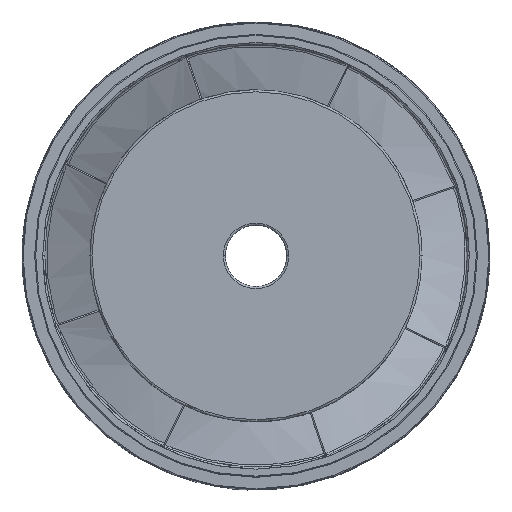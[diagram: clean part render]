
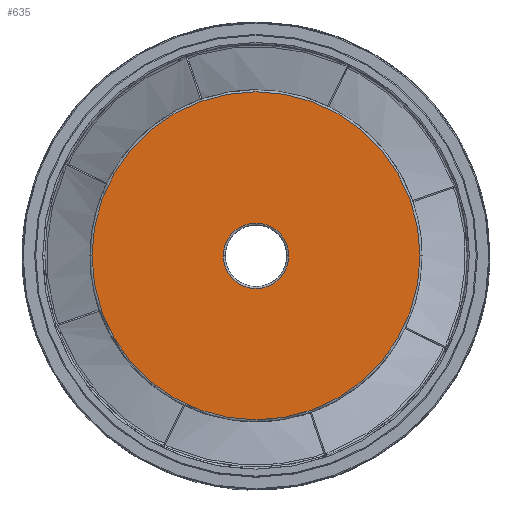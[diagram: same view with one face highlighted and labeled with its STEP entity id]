
A CAD part, top view. The second image highlights one B-rep face of the part: STEP entity #635.
In plain terms, the highlighted planar face has unit normal (0, 0, 1).
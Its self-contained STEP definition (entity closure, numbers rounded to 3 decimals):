
#239 = CARTESIAN_POINT ( 'NONE',  ( 0., 0., 0. ) ) ;
#635 = ADVANCED_FACE ( 'NONE', ( #12671, #24100 ), #22301, .T. ) ;
#1218 = DIRECTION ( 'NONE',  ( 1., 0., 0. ) ) ;
#1993 = VERTEX_POINT ( 'NONE', #5963 ) ;
#2049 = AXIS2_PLACEMENT_3D ( 'NONE', #239, #19366, #4238 ) ;
#2313 = CIRCLE ( 'NONE', #16669, 16.3 ) ;
#3780 = DIRECTION ( 'NONE',  ( 0., 0., 1. ) ) ;
#3891 = DIRECTION ( 'NONE',  ( 1., 0., 0. ) ) ;
#4174 = DIRECTION ( 'NONE',  ( 1., 0., 0. ) ) ;
#4238 = DIRECTION ( 'NONE',  ( 1., 0., 0. ) ) ;
#4318 = VERTEX_POINT ( 'NONE', #21221 ) ;
#4556 = CIRCLE ( 'NONE', #22185, 16.3 ) ;
#5963 = CARTESIAN_POINT ( 'NONE',  ( -3.25, 0., 0. ) ) ;
#6079 = CARTESIAN_POINT ( 'NONE',  ( 0., 0., 0. ) ) ;
#6875 = DIRECTION ( 'NONE',  ( 0., 0., -1. ) ) ;
#7517 = EDGE_CURVE ( 'NONE', #1993, #4318, #9839, .T. ) ;
#7686 = EDGE_CURVE ( 'NONE', #4318, #1993, #16007, .T. ) ;
#9839 = CIRCLE ( 'NONE', #2049, 3.25 ) ;
#9922 = VERTEX_POINT ( 'NONE', #15382 ) ;
#12175 = DIRECTION ( 'NONE',  ( 0., 0., 1. ) ) ;
#12671 = FACE_OUTER_BOUND ( 'NONE', #15101, .T. ) ;
#13288 = ORIENTED_EDGE ( 'NONE', *, *, #7686, .T. ) ;
#13515 = ORIENTED_EDGE ( 'NONE', *, *, #13838, .T. ) ;
#13809 = CARTESIAN_POINT ( 'NONE',  ( 0., 0., 0. ) ) ;
#13838 = EDGE_CURVE ( 'NONE', #17077, #9922, #4556, .T. ) ;
#14015 = AXIS2_PLACEMENT_3D ( 'NONE', #18066, #12175, #14102 ) ;
#14102 = DIRECTION ( 'NONE',  ( 1., 0., 0. ) ) ;
#15101 = EDGE_LOOP ( 'NONE', ( #17175, #13515 ) ) ;
#15382 = CARTESIAN_POINT ( 'NONE',  ( 16.3, 0., 0. ) ) ;
#16007 = CIRCLE ( 'NONE', #16818, 3.25 ) ;
#16669 = AXIS2_PLACEMENT_3D ( 'NONE', #13809, #3780, #4174 ) ;
#16818 = AXIS2_PLACEMENT_3D ( 'NONE', #18809, #6875, #1218 ) ;
#17077 = VERTEX_POINT ( 'NONE', #23113 ) ;
#17175 = ORIENTED_EDGE ( 'NONE', *, *, #23378, .T. ) ;
#18066 = CARTESIAN_POINT ( 'NONE',  ( 0., 0., 0. ) ) ;
#18809 = CARTESIAN_POINT ( 'NONE',  ( 0., 0., 0. ) ) ;
#19366 = DIRECTION ( 'NONE',  ( 0., 0., -1. ) ) ;
#19942 = DIRECTION ( 'NONE',  ( 0., 0., 1. ) ) ;
#21221 = CARTESIAN_POINT ( 'NONE',  ( 3.25, 0., 0. ) ) ;
#22185 = AXIS2_PLACEMENT_3D ( 'NONE', #6079, #19942, #3891 ) ;
#22301 = PLANE ( 'NONE',  #14015 ) ;
#22600 = EDGE_LOOP ( 'NONE', ( #13288, #24877 ) ) ;
#23113 = CARTESIAN_POINT ( 'NONE',  ( -16.3, 0., 0. ) ) ;
#23378 = EDGE_CURVE ( 'NONE', #9922, #17077, #2313, .T. ) ;
#24100 = FACE_BOUND ( 'NONE', #22600, .T. ) ;
#24877 = ORIENTED_EDGE ( 'NONE', *, *, #7517, .T. ) ;
